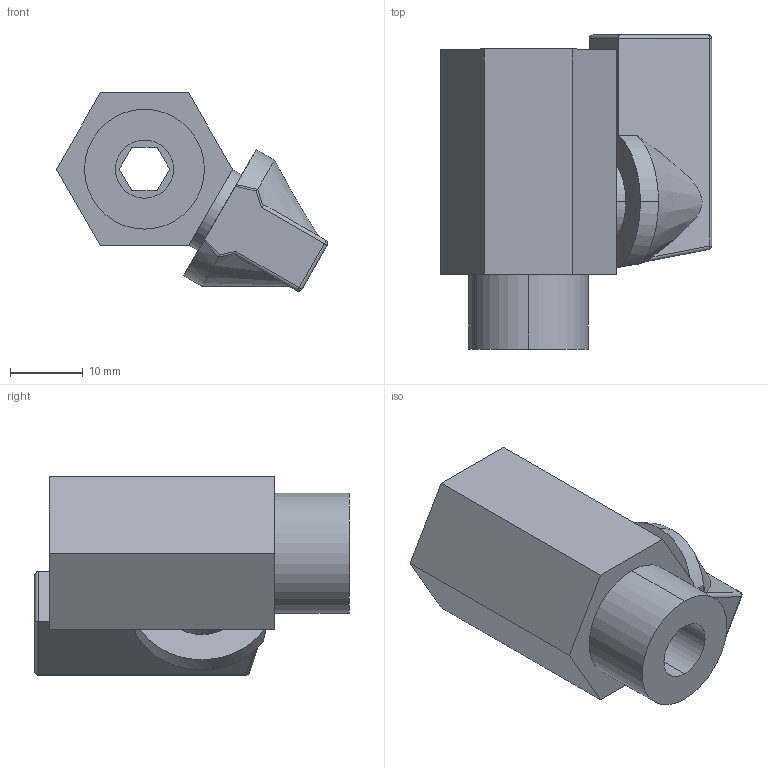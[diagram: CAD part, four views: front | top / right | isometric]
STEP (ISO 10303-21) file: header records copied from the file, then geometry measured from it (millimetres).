
FILE_DESCRIPTION (( 'STEP AP214' ), '1' );
FILE_NAME ('MO-MGMF-03.STEP', '2018-12-11T08:53:01', ( '' ), ( '' ), 'SwSTEP 2.0', 'SolidWorks 2018', '' );
FILE_SCHEMA (( 'AUTOMOTIVE_DESIGN' ));
Length unit declared in the file: millimetre
Products named in the file (1): MO-MGMF-03
Bounding box: 37.32 x 43.3 x 27.28 mm (x, y, z)
Volume: 15744 mm3; surface area: 6593.2 mm2
Topology: 1 solids, 1 shells, 75 faces, 181 edges, 114 vertices
Faces by surface type: plane 38, cylinder 24, bspline 4, sphere 4, cone 3, torus 2
Entity records: 2699 total; most frequent: CARTESIAN_POINT 550, ORIENTED_EDGE 358, DIRECTION 347, EDGE_CURVE 179, AXIS2_PLACEMENT_3D 119, VERTEX_POINT 114, LINE 109, VECTOR 109
